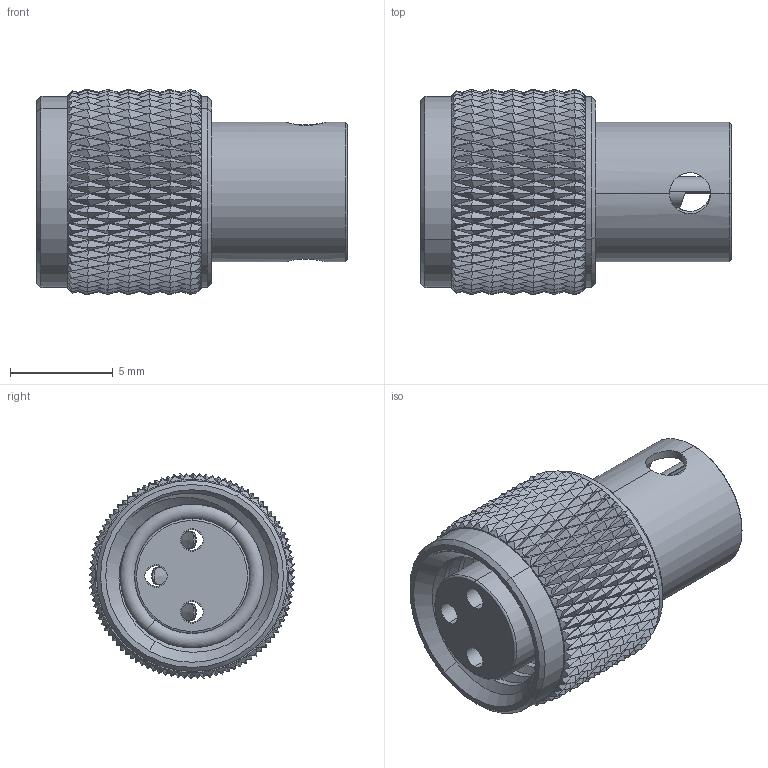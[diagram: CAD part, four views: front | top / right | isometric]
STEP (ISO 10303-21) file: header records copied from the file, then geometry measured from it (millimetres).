
FILE_DESCRIPTION (( 'STEP AP203' ), '1' );
FILE_NAME ('50-00681_A.STEP', '2022-05-10T18:08:53', ( '' ), ( '' ), 'SwSTEP 2.0', 'SolidWorks 2021', '' );
FILE_SCHEMA (( 'CONFIG_CONTROL_DESIGN' ));
Length unit declared in the file: millimetre
Products named in the file (6): 50-00681-05___; 50-00681-02___; 50-00681-03___; 50-00681-04___; 50-00681-01___; 50-00681_A
Assembly tree (7 placements, depth 2):
  50-00681_A
    50-00681-01___
    50-00681-02___
    50-00681-03___  x3
    50-00681-04___
    50-00681-05___
Bounding box: 15.1 x 10 x 10 mm (x, y, z)
Volume: 585.6 mm3; surface area: 1848.8 mm2
Topology: 7 solids, 7 shells, 1606 faces, 4685 edges, 3103 vertices
Faces by surface type: bspline 920, cylinder 397, cone 191, plane 92, torus 6
Entity records: 153967 total; most frequent: CARTESIAN_POINT 124722, ORIENTED_EDGE 8782, EDGE_CURVE 4391, B_SPLINE_CURVE_WITH_KNOTS 3304, VERTEX_POINT 2915, DIRECTION 1865, EDGE_LOOP 1516, ADVANCED_FACE 1492
